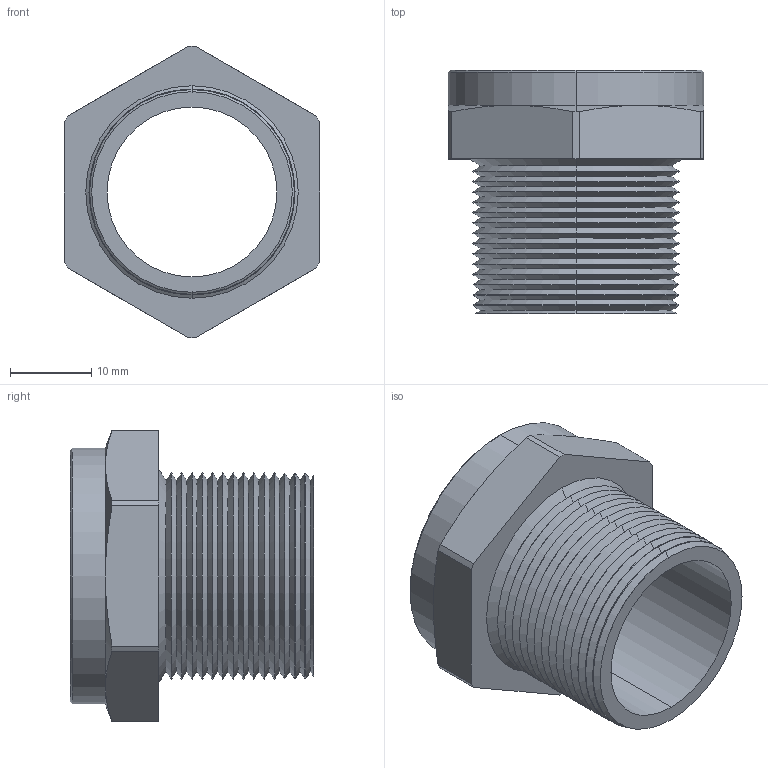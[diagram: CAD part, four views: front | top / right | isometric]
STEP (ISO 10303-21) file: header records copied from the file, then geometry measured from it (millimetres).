
FILE_DESCRIPTION (( 'STEP AP203' ), '1' );
FILE_NAME ('AT-3425-BR.STEP', '2006-03-15T07:31:44', ( 'bay06' ), ( '' ), 'SwSTEP 2.0', 'SolidWorks 2008', '' );
FILE_SCHEMA (( 'CONFIG_CONTROL_DESIGN' ));
Length unit declared in the file: inch
Products named in the file (1): AT-3425-BR
Bounding box: 31.5 x 29.97 x 35.91 mm (x, y, z)
Volume: 6467.2 mm3; surface area: 7220.4 mm2
Topology: 1 solids, 1 shells, 121 faces, 255 edges, 139 vertices
Faces by surface type: cone 97, cylinder 13, plane 11
Entity records: 3291 total; most frequent: DIRECTION 614, CARTESIAN_POINT 576, ORIENTED_EDGE 510, EDGE_CURVE 255, AXIS2_PLACEMENT_3D 249, VERTEX_POINT 139, CIRCLE 127, EDGE_LOOP 126
